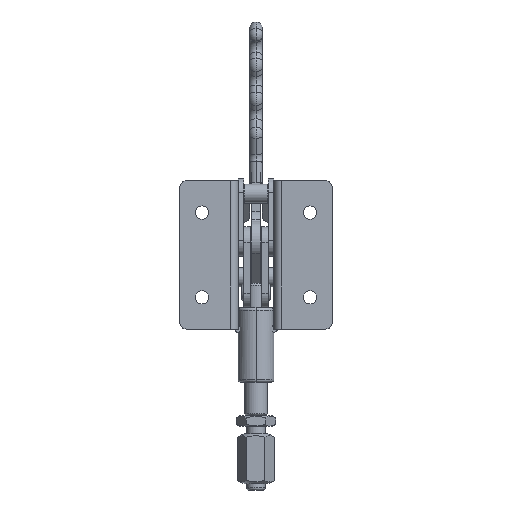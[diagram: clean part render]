
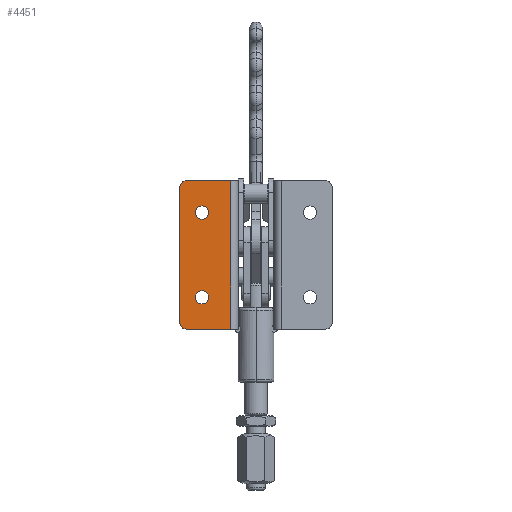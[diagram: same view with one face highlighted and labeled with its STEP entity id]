
A CAD part, front view. The second image highlights one B-rep face of the part: STEP entity #4451.
In plain terms, the highlighted planar face has unit normal (0, -1, 0).
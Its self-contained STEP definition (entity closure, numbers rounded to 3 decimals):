
#500 = CARTESIAN_POINT ( 'NONE',  ( -36., -47.5, 67. ) ) ;
#647 = CARTESIAN_POINT ( 'NONE',  ( -12., -47.5, 0. ) ) ;
#2512 = CIRCLE ( 'NONE', #29449, 3.15 ) ;
#2520 = CIRCLE ( 'NONE', #29451, 3.15 ) ;
#2583 = ORIENTED_EDGE ( 'NONE', *, *, #8039, .F. ) ;
#2600 = ORIENTED_EDGE ( 'NONE', *, *, #7847, .F. ) ;
#2616 = ORIENTED_EDGE ( 'NONE', *, *, #8043, .T. ) ;
#2745 = ORIENTED_EDGE ( 'NONE', *, *, #7843, .F. ) ;
#2803 = ORIENTED_EDGE ( 'NONE', *, *, #8038, .F. ) ;
#2916 = ORIENTED_EDGE ( 'NONE', *, *, #8044, .T. ) ;
#2950 = ORIENTED_EDGE ( 'NONE', *, *, #8036, .F. ) ;
#3423 = DIRECTION ( 'NONE',  ( -1., 0., 0. ) ) ;
#3424 = PLANE ( 'NONE',  #8736 ) ;
#3436 = DIRECTION ( 'NONE',  ( 0., 1., 0. ) ) ;
#3437 = CARTESIAN_POINT ( 'NONE',  ( -33., -47.5, 3. ) ) ;
#4451 = ADVANCED_FACE ( 'NONE', ( #5162, #5166, #5163 ), #3424, .F. ) ;
#5162 = FACE_BOUND ( 'NONE', #15885, .T. ) ;
#5163 = FACE_OUTER_BOUND ( 'NONE', #15928, .T. ) ;
#5166 = FACE_BOUND ( 'NONE', #25655, .T. ) ;
#5543 = VERTEX_POINT ( 'NONE', #500 ) ;
#5837 = VERTEX_POINT ( 'NONE', #647 ) ;
#7843 = EDGE_CURVE ( 'NONE', #15511, #15203, #2512, .T. ) ;
#7847 = EDGE_CURVE ( 'NONE', #15236, #15192, #2520, .T. ) ;
#8036 = EDGE_CURVE ( 'NONE', #9372, #5837, #13800, .T. ) ;
#8038 = EDGE_CURVE ( 'NONE', #15203, #15511, #13803, .T. ) ;
#8039 = EDGE_CURVE ( 'NONE', #15192, #15236, #13805, .T. ) ;
#8040 = EDGE_CURVE ( 'NONE', #9372, #9221, #13806, .T. ) ;
#8041 = EDGE_CURVE ( 'NONE', #9221, #5543, #13801, .T. ) ;
#8042 = EDGE_CURVE ( 'NONE', #5543, #9357, #13809, .T. ) ;
#8043 = EDGE_CURVE ( 'NONE', #9357, #9284, #13810, .T. ) ;
#8044 = EDGE_CURVE ( 'NONE', #9284, #5837, #13812, .T. ) ;
#8736 = AXIS2_PLACEMENT_3D ( 'NONE', #3437, #3436, #3423 ) ;
#9221 = VERTEX_POINT ( 'NONE', #19893 ) ;
#9284 = VERTEX_POINT ( 'NONE', #20897 ) ;
#9357 = VERTEX_POINT ( 'NONE', #20970 ) ;
#9372 = VERTEX_POINT ( 'NONE', #20974 ) ;
#12118 = CARTESIAN_POINT ( 'NONE',  ( -25.5, -47.5, 55. ) ) ;
#12119 = DIRECTION ( 'NONE',  ( 0., -1., 0. ) ) ;
#12120 = DIRECTION ( 'NONE',  ( 1., 0., 0. ) ) ;
#12128 = CARTESIAN_POINT ( 'NONE',  ( -25.5, -47.5, 15. ) ) ;
#12129 = DIRECTION ( 'NONE',  ( 0., -1., 0. ) ) ;
#12130 = DIRECTION ( 'NONE',  ( 1., 0., 0. ) ) ;
#13345 = DIRECTION ( 'NONE',  ( 0., 0., -1. ) ) ;
#13349 = CARTESIAN_POINT ( 'NONE',  ( -12., -47.5, 3. ) ) ;
#13355 = CARTESIAN_POINT ( 'NONE',  ( -33., -47.5, 70. ) ) ;
#13356 = DIRECTION ( 'NONE',  ( -1., 0., 0. ) ) ;
#13357 = CARTESIAN_POINT ( 'NONE',  ( -25.5, -47.5, 55. ) ) ;
#13358 = DIRECTION ( 'NONE',  ( 0., -1., 0. ) ) ;
#13359 = DIRECTION ( 'NONE',  ( 1., 0., 0. ) ) ;
#13360 = DIRECTION ( 'NONE',  ( 0., 0., -1. ) ) ;
#13361 = CARTESIAN_POINT ( 'NONE',  ( -25.5, -47.5, 15. ) ) ;
#13362 = DIRECTION ( 'NONE',  ( 0., -1., 0. ) ) ;
#13363 = DIRECTION ( 'NONE',  ( 1., 0., 0. ) ) ;
#13364 = CARTESIAN_POINT ( 'NONE',  ( -36., -47.5, 3. ) ) ;
#13365 = CARTESIAN_POINT ( 'NONE',  ( -11.5, -47.5, 0. ) ) ;
#13366 = DIRECTION ( 'NONE',  ( 1., 0., 0. ) ) ;
#13367 = CARTESIAN_POINT ( 'NONE',  ( -33., -47.5, 67. ) ) ;
#13368 = DIRECTION ( 'NONE',  ( 0., -1., 0. ) ) ;
#13369 = DIRECTION ( 'NONE',  ( -1., 0., 0. ) ) ;
#13370 = CARTESIAN_POINT ( 'NONE',  ( -33., -47.5, 3. ) ) ;
#13371 = DIRECTION ( 'NONE',  ( 0., -1., 0. ) ) ;
#13372 = DIRECTION ( 'NONE',  ( -1., 0., 0. ) ) ;
#13800 = LINE ( 'NONE', #13349, #13802 ) ;
#13801 = CIRCLE ( 'NONE', #29473, 3. ) ;
#13802 = VECTOR ( 'NONE', #13345, 1000. ) ;
#13803 = CIRCLE ( 'NONE', #29471, 3.15 ) ;
#13805 = CIRCLE ( 'NONE', #29472, 3.15 ) ;
#13806 = LINE ( 'NONE', #13355, #13808 ) ;
#13808 = VECTOR ( 'NONE', #13356, 1000. ) ;
#13809 = LINE ( 'NONE', #13364, #13811 ) ;
#13810 = CIRCLE ( 'NONE', #29474, 3. ) ;
#13811 = VECTOR ( 'NONE', #13360, 1000. ) ;
#13812 = LINE ( 'NONE', #13365, #13814 ) ;
#13814 = VECTOR ( 'NONE', #13366, 1000. ) ;
#15192 = VERTEX_POINT ( 'NONE', #21062 ) ;
#15203 = VERTEX_POINT ( 'NONE', #21082 ) ;
#15236 = VERTEX_POINT ( 'NONE', #21115 ) ;
#15511 = VERTEX_POINT ( 'NONE', #21390 ) ;
#15885 = EDGE_LOOP ( 'NONE', ( #2745, #2803 ) ) ;
#15928 = EDGE_LOOP ( 'NONE', ( #2950, #22007, #22015, #17508, #2616, #2916 ) ) ;
#17508 = ORIENTED_EDGE ( 'NONE', *, *, #8042, .T. ) ;
#19893 = CARTESIAN_POINT ( 'NONE',  ( -33., -47.5, 70. ) ) ;
#20897 = CARTESIAN_POINT ( 'NONE',  ( -33., -47.5, 0. ) ) ;
#20970 = CARTESIAN_POINT ( 'NONE',  ( -36., -47.5, 3. ) ) ;
#20974 = CARTESIAN_POINT ( 'NONE',  ( -12., -47.5, 70. ) ) ;
#21062 = CARTESIAN_POINT ( 'NONE',  ( -22.35, -47.5, 15. ) ) ;
#21082 = CARTESIAN_POINT ( 'NONE',  ( -22.35, -47.5, 55. ) ) ;
#21115 = CARTESIAN_POINT ( 'NONE',  ( -28.65, -47.5, 15. ) ) ;
#21390 = CARTESIAN_POINT ( 'NONE',  ( -28.65, -47.5, 55. ) ) ;
#22007 = ORIENTED_EDGE ( 'NONE', *, *, #8040, .T. ) ;
#22015 = ORIENTED_EDGE ( 'NONE', *, *, #8041, .T. ) ;
#25655 = EDGE_LOOP ( 'NONE', ( #2600, #2583 ) ) ;
#29449 = AXIS2_PLACEMENT_3D ( 'NONE', #12118, #12119, #12120 ) ;
#29451 = AXIS2_PLACEMENT_3D ( 'NONE', #12128, #12129, #12130 ) ;
#29471 = AXIS2_PLACEMENT_3D ( 'NONE', #13357, #13358, #13359 ) ;
#29472 = AXIS2_PLACEMENT_3D ( 'NONE', #13361, #13362, #13363 ) ;
#29473 = AXIS2_PLACEMENT_3D ( 'NONE', #13367, #13368, #13369 ) ;
#29474 = AXIS2_PLACEMENT_3D ( 'NONE', #13370, #13371, #13372 ) ;
